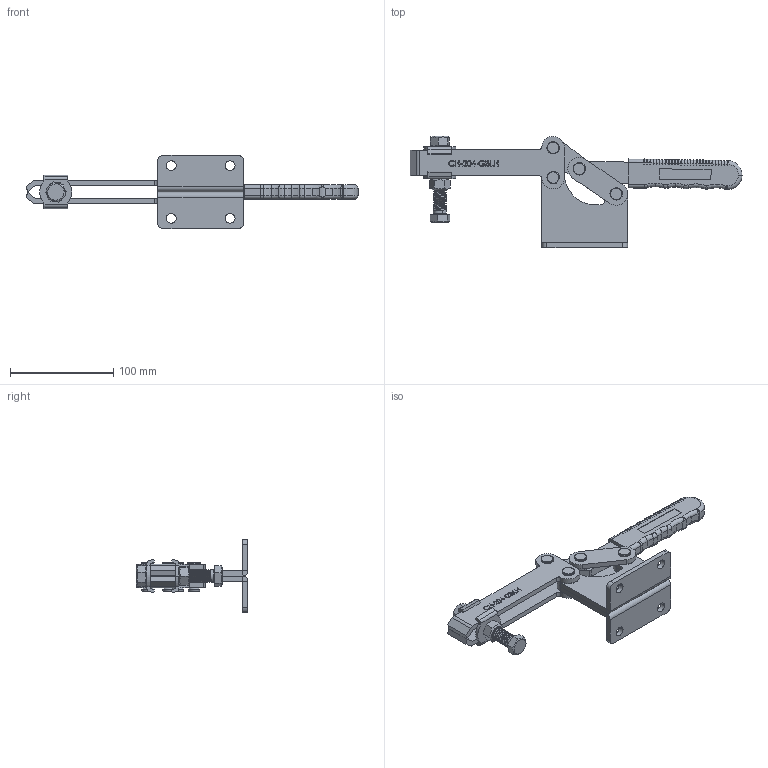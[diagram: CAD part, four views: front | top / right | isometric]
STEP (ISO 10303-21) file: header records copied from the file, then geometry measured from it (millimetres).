
FILE_DESCRIPTION (( 'STEP AP203' ), '1' );
FILE_NAME ('CH-204-GBLH.STEP', '2017-11-13T12:16:11', ( 'Windows' ), ( 'Microsoft' ), 'SwSTEP 2.0', 'SolidWorks 2015', '' );
FILE_SCHEMA (( 'CONFIG_CONTROL_DESIGN' ));
Length unit declared in the file: millimetre
Products named in the file (14): 204-GBLH菁釱02; CH-FC-12300-01; FW120(2); CH-FC-12130; CH-204-GBLH; 204-GB-03; 204-GB-04; 204-GB-07; CH-204-GBL忒參01; 204-GB-05; 204-GB-06; 204-GBLH菁釱01; 204-GB-08
Assembly tree (25 placements, depth 2):
  CH-204-GBLH
    204-GB-05  x4
    204-GB-06  x4
    204-GB-08  x4
    CH-FC-12300-01  x2
    CH-FC-12130
    204-GB-03
    204-GB-04  x2
    204-GB-07
    CH-204-GBL忒參01
    CH-204-GBL忒參01
    204-GBLH菁釱01
    204-GBLH菁釱02
    FW120(2)  x2
Bounding box: 321.33 x 108.26 x 71 mm (x, y, z)
Volume: 206769.2 mm3; surface area: 107975.2 mm2
Topology: 25 solids, 25 shells, 1106 faces, 2754 edges, 1732 vertices
Faces by surface type: cylinder 448, plane 411, torus 106, bspline 102, cone 33, sphere 6
Entity records: 40032 total; most frequent: CARTESIAN_POINT 15708, ORIENTED_EDGE 4854, DIRECTION 4505, EDGE_CURVE 2427, AXIS2_PLACEMENT_3D 1592, VERTEX_POINT 1524, VECTOR 1321, LINE 1321
